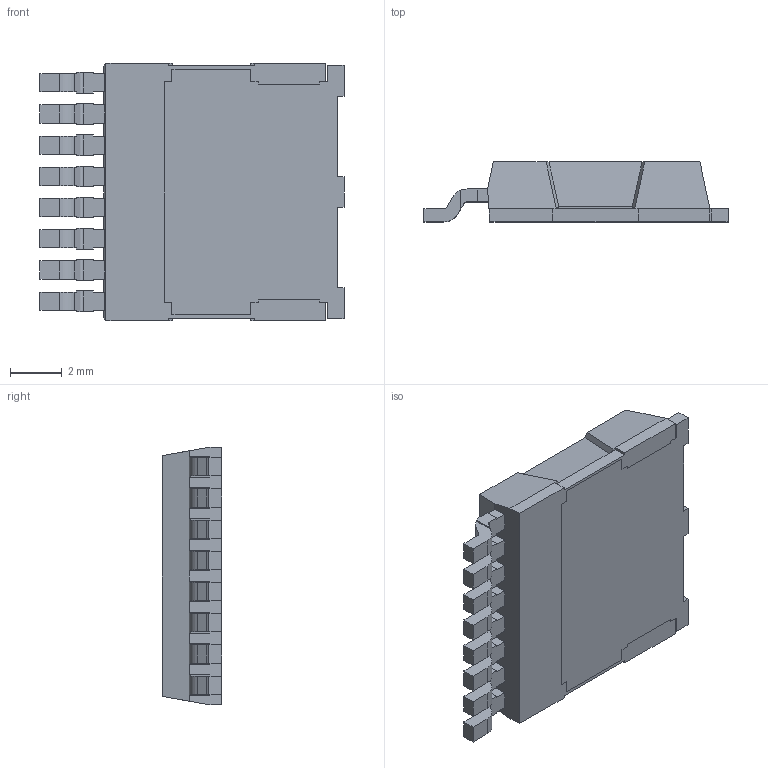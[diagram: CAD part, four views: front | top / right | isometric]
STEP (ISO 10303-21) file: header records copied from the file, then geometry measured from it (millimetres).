
FILE_DESCRIPTION (( 'STEP AP214' ), '1' );
FILE_NAME ('IAUS240N08S5N019ATMA1.STEP', '2022-01-06T04:31:41', ( '' ), ( '' ), 'SwSTEP 2.0', 'SolidWorks 2017', '' );
FILE_SCHEMA (( 'AUTOMOTIVE_DESIGN' ));
Length unit declared in the file: millimetre
Products named in the file (1): IAUS240N08S5N019ATMA1
Bounding box: 11.7 x 2.3 x 9.9 mm (x, y, z)
Volume: 192.1 mm3; surface area: 451.3 mm2
Topology: 10 solids, 10 shells, 276 faces, 745 edges, 490 vertices
Faces by surface type: plane 242, cylinder 34
Entity records: 8681 total; most frequent: CARTESIAN_POINT 1512, ORIENTED_EDGE 1490, DIRECTION 1383, EDGE_CURVE 745, VECTOR 661, LINE 661, VERTEX_POINT 490, AXIS2_PLACEMENT_3D 361
